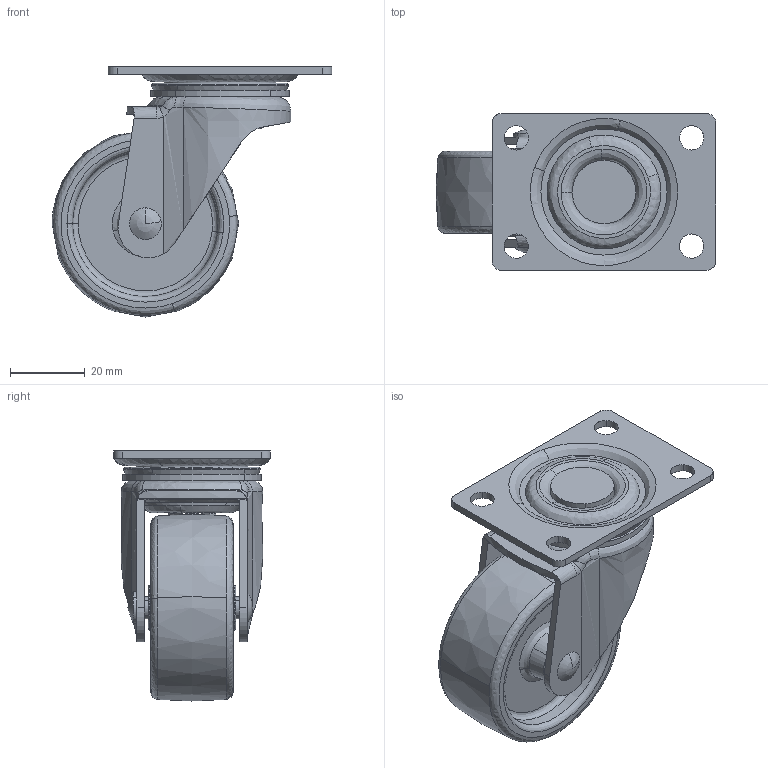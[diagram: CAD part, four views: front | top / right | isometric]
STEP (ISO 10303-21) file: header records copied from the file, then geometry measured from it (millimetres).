
FILE_DESCRIPTION((''),'2;1');
FILE_NAME('','2006-02-22T14:50:41',(''),(''),'','CADfix','');
FILE_SCHEMA(('AUTOMOTIVE_DESIGN'));
Length unit declared in the file: millimetre
Products named in the file (6): wheel; mounting plate; main shaft; body; axle; No_104_N_5556_36
Assembly tree (5 placements, depth 2):
  No_104_N_5556_36
    wheel
    mounting plate
    main shaft
    body
    axle
Bounding box: 75 x 42 x 67 mm (x, y, z)
Volume: 51653.5 mm3; surface area: 25596 mm2
Topology: 5 solids, 5 shells, 203 faces, 721 edges, 541 vertices
Faces by surface type: bspline 203
Entity records: 13970 total; most frequent: CARTESIAN_POINT 9661, ORIENTED_EDGE 1438, EDGE_CURVE 719, B_SPLINE_CURVE_WITH_KNOTS 575, VERTEX_POINT 541, EDGE_LOOP 236, FACE_OUTER_BOUND 203, ADVANCED_FACE 203
